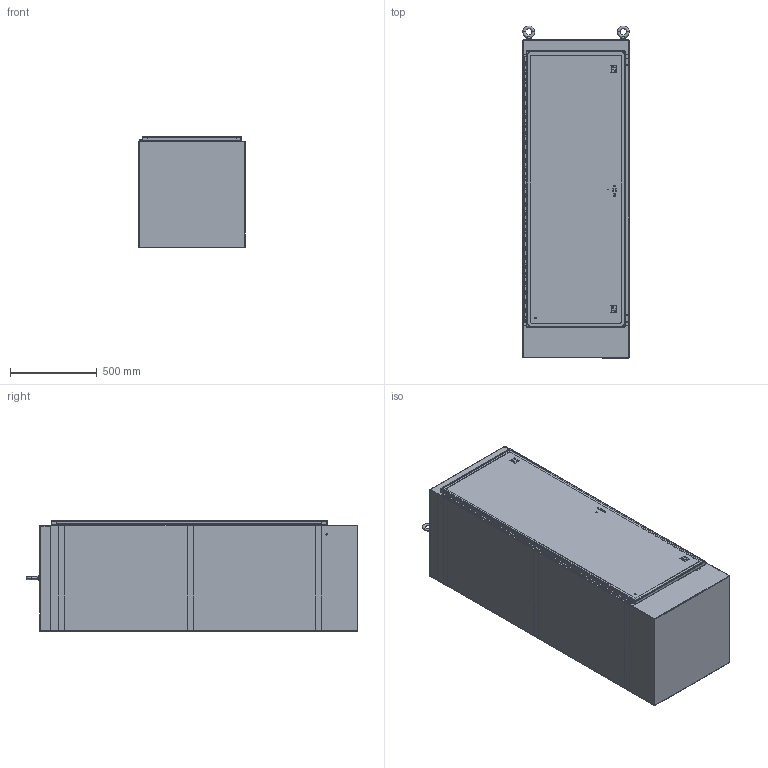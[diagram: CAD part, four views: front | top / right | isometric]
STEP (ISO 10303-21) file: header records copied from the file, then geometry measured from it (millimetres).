
FILE_DESCRIPTION (( 'STEP AP214' ), '1' );
FILE_NAME ('WA722424FSN43PT.STEP', '2016-02-15T20:44:22', ( '' ), ( '' ), 'SwSTEP 2.0', 'SolidWorks 2014', '' );
FILE_SCHEMA (( 'AUTOMOTIVE_DESIGN' ));
Length unit declared in the file: inch
Products named in the file (39): FUN00103-22.75; HFW31233; FUN00103; HFW3121; 38846; LARGE_DOOR_ROD_ASSM-37029; 3063; 3862; 349132; 31215; 316298; HFW3762; HFW3025; 3021WIE; HSSN1300W60; 37029; HSSN1300W60P; HFW31712; HSSN1300W60L; 1091-BR11_AF0; HSSN1300W60T; SUPPORT-ROLL_AF0; WA7224FSN43PTDR; PLASTIC-ROLLER-CAM_AF0_ASM; WA2424FSN43PTBTM; LOCK-NUT_AF0; WA2424FSN43PTTOP; 7379-M6-8X25_AF0; WA7224FSN43PTRS; PLASTIC-ROLLER-CAM_AF1; WA722424FSN43PTBLS; 1091-903_AF0; 1091-903_AF0_2; WA7224FSN43PT-FIP; WA722424FSN43PT; 1091-903_AF0_1; CHUTE_BOLT_GUIDE_ASSM; HFW32450; HFW3681
Assembly tree (56 placements, depth 5):
  WA722424FSN43PT
    WA722424FSN43PTBLS
    WA7224FSN43PTRS
    WA2424FSN43PTTOP
    WA2424FSN43PTBTM
    WA7224FSN43PTDR
    HSSN1300W60
      HSSN1300W60T
      HSSN1300W60L
      HSSN1300W60P
    HFW3025  x2
    316298  x2
    349132  x2
    3063  x2
    38846  x2
    FUN00103  x5
    FUN00103-22.75
    HFW32450
    LARGE_DOOR_ROD_ASSM-37029
      HFW31712
        1091-903_AF0
          1091-903_AF0_1
          1091-903_AF0_2
        PLASTIC-ROLLER-CAM_AF0_ASM
          PLASTIC-ROLLER-CAM_AF1
          7379-M6-8X25_AF0
          LOCK-NUT_AF0
        SUPPORT-ROLL_AF0
        1091-BR11_AF0
      37029  x2
      3021WIE  x2
      HFW3762  x4
      31215  x2
      3862  x2
    CHUTE_BOLT_GUIDE_ASSM  x2
      HFW3121
      HFW31233
      HFW3681
    WA7224FSN43PT-FIP
Bounding box: 612.77 x 1911.29 x 639.07 mm (x, y, z)
Volume: 15489553.9 mm3; surface area: 12589446.5 mm2
Topology: 52 solids, 52 shells, 1938 faces, 5145 edges, 3335 vertices
Faces by surface type: plane 834, cylinder 782, cone 150, torus 128, bspline 40, sphere 4
Entity records: 200195 total; most frequent: CARTESIAN_POINT 74456, DIRECTION 18265, ORIENTED_EDGE 15238, EDGE_CURVE 11182, VERTEX_POINT 9638, AXIS2_PLACEMENT_3D 6558, LINE 5149, VECTOR 5149
